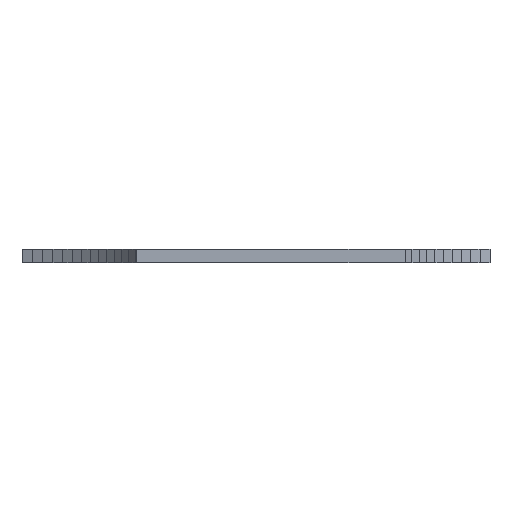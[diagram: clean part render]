
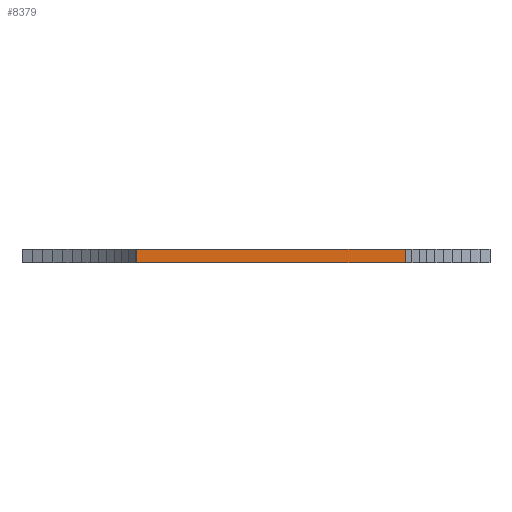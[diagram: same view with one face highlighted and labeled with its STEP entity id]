
A CAD part, front view. The second image highlights one B-rep face of the part: STEP entity #8379.
In plain terms, the highlighted planar face has unit normal (0, -1, 0).
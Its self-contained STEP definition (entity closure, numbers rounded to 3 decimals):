
#72 = PLANE('',#73);
#73 = AXIS2_PLACEMENT_3D('',#74,#75,#76);
#74 = CARTESIAN_POINT('',(-19.909,-60.331,0.));
#75 = DIRECTION('',(-0.,-0.,-1.));
#76 = DIRECTION('',(-1.,0.,0.));
#126 = PLANE('',#127);
#127 = AXIS2_PLACEMENT_3D('',#128,#129,#130);
#128 = CARTESIAN_POINT('',(-19.909,-60.331,2.));
#129 = DIRECTION('',(0.,0.,1.));
#130 = DIRECTION('',(1.,0.,-0.));
#2710 = PLANE('',#2711);
#2711 = AXIS2_PLACEMENT_3D('',#2712,#2713,#2714);
#2712 = CARTESIAN_POINT('',(1.429,-159.281,1.));
#2713 = DIRECTION('',(0.815,0.58,0.));
#2714 = DIRECTION('',(-0.58,0.815,0.));
#3103 = PLANE('',#3104);
#3104 = AXIS2_PLACEMENT_3D('',#3105,#3106,#3107);
#3105 = CARTESIAN_POINT('',(-37.661,-159.228,1.));
#3106 = DIRECTION('',(-0.857,0.516,-0.));
#3107 = DIRECTION('',(-0.516,-0.857,0.));
#3140 = VERTEX_POINT('',#3141);
#3141 = CARTESIAN_POINT('',(-38.095,-159.949,0.));
#3162 = EDGE_CURVE('',#3140,#3163,#3165,.T.);
#3163 = VERTEX_POINT('',#3164);
#3164 = CARTESIAN_POINT('',(-38.095,-159.949,2.));
#3165 = SURFACE_CURVE('',#3166,(#3170,#3177),.PCURVE_S1.);
#3166 = LINE('',#3167,#3168);
#3167 = CARTESIAN_POINT('',(-38.095,-159.949,0.));
#3168 = VECTOR('',#3169,1.);
#3169 = DIRECTION('',(0.,0.,1.));
#3170 = PCURVE('',#3103,#3171);
#3171 = DEFINITIONAL_REPRESENTATION('',(#3172),#3176);
#3172 = LINE('',#3173,#3174);
#3173 = CARTESIAN_POINT('',(0.842,-1.));
#3174 = VECTOR('',#3175,1.);
#3175 = DIRECTION('',(0.,1.));
#3176 = ( GEOMETRIC_REPRESENTATION_CONTEXT(2) 
PARAMETRIC_REPRESENTATION_CONTEXT() REPRESENTATION_CONTEXT('2D SPACE',''
  ) );
#3177 = PCURVE('',#3178,#3183);
#3178 = PLANE('',#3179);
#3179 = AXIS2_PLACEMENT_3D('',#3180,#3181,#3182);
#3180 = CARTESIAN_POINT('',(-18.095,-159.949,1.));
#3181 = DIRECTION('',(-0.,-1.,-0.));
#3182 = DIRECTION('',(0.,0.,-1.));
#3183 = DEFINITIONAL_REPRESENTATION('',(#3184),#3188);
#3184 = LINE('',#3185,#3186);
#3185 = CARTESIAN_POINT('',(1.,-20.));
#3186 = VECTOR('',#3187,1.);
#3187 = DIRECTION('',(-1.,0.));
#3188 = ( GEOMETRIC_REPRESENTATION_CONTEXT(2) 
PARAMETRIC_REPRESENTATION_CONTEXT() REPRESENTATION_CONTEXT('2D SPACE',''
  ) );
#8379 = ADVANCED_FACE('',(#8380),#3178,.T.);
#8380 = FACE_BOUND('',#8381,.T.);
#8381 = EDGE_LOOP('',(#8382,#8383,#8406,#8429));
#8382 = ORIENTED_EDGE('',*,*,#3162,.F.);
#8383 = ORIENTED_EDGE('',*,*,#8384,.T.);
#8384 = EDGE_CURVE('',#3140,#8385,#8387,.T.);
#8385 = VERTEX_POINT('',#8386);
#8386 = CARTESIAN_POINT('',(1.905,-159.949,0.));
#8387 = SURFACE_CURVE('',#8388,(#8392,#8399),.PCURVE_S1.);
#8388 = LINE('',#8389,#8390);
#8389 = CARTESIAN_POINT('',(-38.095,-159.949,0.));
#8390 = VECTOR('',#8391,1.);
#8391 = DIRECTION('',(1.,0.,0.));
#8392 = PCURVE('',#3178,#8393);
#8393 = DEFINITIONAL_REPRESENTATION('',(#8394),#8398);
#8394 = LINE('',#8395,#8396);
#8395 = CARTESIAN_POINT('',(1.,-20.));
#8396 = VECTOR('',#8397,1.);
#8397 = DIRECTION('',(0.,1.));
#8398 = ( GEOMETRIC_REPRESENTATION_CONTEXT(2) 
PARAMETRIC_REPRESENTATION_CONTEXT() REPRESENTATION_CONTEXT('2D SPACE',''
  ) );
#8399 = PCURVE('',#72,#8400);
#8400 = DEFINITIONAL_REPRESENTATION('',(#8401),#8405);
#8401 = LINE('',#8402,#8403);
#8402 = CARTESIAN_POINT('',(18.186,-99.618));
#8403 = VECTOR('',#8404,1.);
#8404 = DIRECTION('',(-1.,0.));
#8405 = ( GEOMETRIC_REPRESENTATION_CONTEXT(2) 
PARAMETRIC_REPRESENTATION_CONTEXT() REPRESENTATION_CONTEXT('2D SPACE',''
  ) );
#8406 = ORIENTED_EDGE('',*,*,#8407,.T.);
#8407 = EDGE_CURVE('',#8385,#8408,#8410,.T.);
#8408 = VERTEX_POINT('',#8409);
#8409 = CARTESIAN_POINT('',(1.905,-159.949,2.));
#8410 = SURFACE_CURVE('',#8411,(#8415,#8422),.PCURVE_S1.);
#8411 = LINE('',#8412,#8413);
#8412 = CARTESIAN_POINT('',(1.905,-159.949,0.));
#8413 = VECTOR('',#8414,1.);
#8414 = DIRECTION('',(0.,0.,1.));
#8415 = PCURVE('',#3178,#8416);
#8416 = DEFINITIONAL_REPRESENTATION('',(#8417),#8421);
#8417 = LINE('',#8418,#8419);
#8418 = CARTESIAN_POINT('',(1.,20.));
#8419 = VECTOR('',#8420,1.);
#8420 = DIRECTION('',(-1.,0.));
#8421 = ( GEOMETRIC_REPRESENTATION_CONTEXT(2) 
PARAMETRIC_REPRESENTATION_CONTEXT() REPRESENTATION_CONTEXT('2D SPACE',''
  ) );
#8422 = PCURVE('',#2710,#8423);
#8423 = DEFINITIONAL_REPRESENTATION('',(#8424),#8428);
#8424 = LINE('',#8425,#8426);
#8425 = CARTESIAN_POINT('',(-0.82,-1.));
#8426 = VECTOR('',#8427,1.);
#8427 = DIRECTION('',(0.,1.));
#8428 = ( GEOMETRIC_REPRESENTATION_CONTEXT(2) 
PARAMETRIC_REPRESENTATION_CONTEXT() REPRESENTATION_CONTEXT('2D SPACE',''
  ) );
#8429 = ORIENTED_EDGE('',*,*,#8430,.T.);
#8430 = EDGE_CURVE('',#8408,#3163,#8431,.T.);
#8431 = SURFACE_CURVE('',#8432,(#8436,#8443),.PCURVE_S1.);
#8432 = LINE('',#8433,#8434);
#8433 = CARTESIAN_POINT('',(1.905,-159.949,2.));
#8434 = VECTOR('',#8435,1.);
#8435 = DIRECTION('',(-1.,0.,0.));
#8436 = PCURVE('',#3178,#8437);
#8437 = DEFINITIONAL_REPRESENTATION('',(#8438),#8442);
#8438 = LINE('',#8439,#8440);
#8439 = CARTESIAN_POINT('',(-1.,20.));
#8440 = VECTOR('',#8441,1.);
#8441 = DIRECTION('',(0.,-1.));
#8442 = ( GEOMETRIC_REPRESENTATION_CONTEXT(2) 
PARAMETRIC_REPRESENTATION_CONTEXT() REPRESENTATION_CONTEXT('2D SPACE',''
  ) );
#8443 = PCURVE('',#126,#8444);
#8444 = DEFINITIONAL_REPRESENTATION('',(#8445),#8449);
#8445 = LINE('',#8446,#8447);
#8446 = CARTESIAN_POINT('',(21.814,-99.618));
#8447 = VECTOR('',#8448,1.);
#8448 = DIRECTION('',(-1.,0.));
#8449 = ( GEOMETRIC_REPRESENTATION_CONTEXT(2) 
PARAMETRIC_REPRESENTATION_CONTEXT() REPRESENTATION_CONTEXT('2D SPACE',''
  ) );
